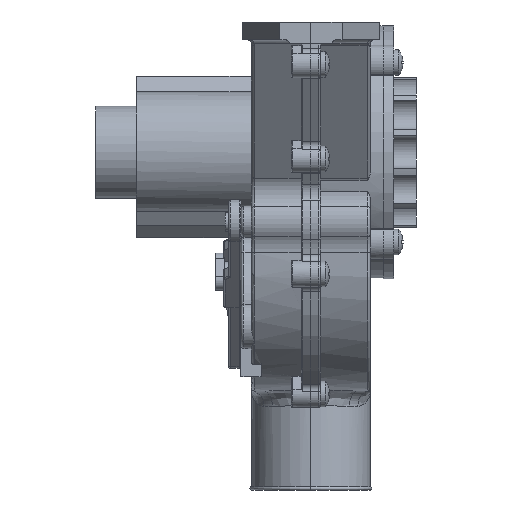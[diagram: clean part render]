
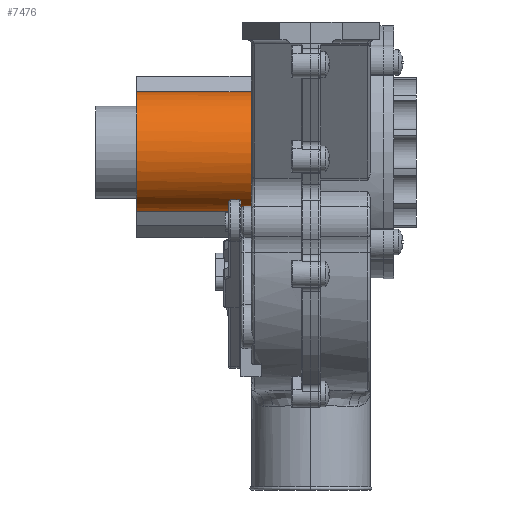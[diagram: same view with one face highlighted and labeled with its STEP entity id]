
A CAD part, left-side view. The second image highlights one B-rep face of the part: STEP entity #7476.
In plain terms, the highlighted cylindrical face has radius 19.4 mm (diameter 38.8 mm), a partial arc.
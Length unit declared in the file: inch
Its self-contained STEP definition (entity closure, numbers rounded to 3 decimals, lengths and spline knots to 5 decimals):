
#4003=EDGE_CURVE('817-003C: DELRIN SLEEVE[29]',#12140,#12141,#12142,.F.);
#4479=EDGE_CURVE('817-003C: DELRIN SLEEVE[29]',#12923,#12924,#12925,.T.);
#5135=EDGE_CURVE('817-003C: DELRIN SLEEVE[29]',#13950,#13951,#13952,.T.);
#5528=EDGE_CURVE('817-003C: DELRIN SLEEVE[29]',#12924,#11592,#14527,.T.);
#7419=EDGE_CURVE('817-003C: DELRIN SLEEVE[29]',#12140,#13951,#17105,.T.);
#7476=ADVANCED_FACE('817-003C: DELRIN SLEEVE[29]',(#17181),#17182,.T.);
#7772=EDGE_CURVE('817-003C: DELRIN SLEEVE[29]',#15626,#11592,#17562,.F.);
#8235=EDGE_CURVE('817-003C: DELRIN SLEEVE[29]',#13950,#14422,#18143,.T.);
#9503=EDGE_CURVE('817-003C: DELRIN SLEEVE[29]',#12923,#14422,#19676,.T.);
#10038=EDGE_CURVE('817-003C: DELRIN SLEEVE[29]',#15626,#12141,#20304,.T.);
#11592=VERTEX_POINT('',#22262);
#12140=VERTEX_POINT('',#23123);
#12141=VERTEX_POINT('',#23124);
#12142=LINE('',#23125,#23126);
#12923=VERTEX_POINT('',#24927);
#12924=VERTEX_POINT('',#24928);
#12925=LINE('',#24929,#24930);
#13950=VERTEX_POINT('',#26701);
#13951=VERTEX_POINT('',#26702);
#13952=LINE('',#26703,#26704);
#14422=VERTEX_POINT('',#27684);
#14527=CIRCLE('',#27851,0.76378);
#15626=VERTEX_POINT('',#30693);
#17105=CIRCLE('',#33734,0.76378);
#17181=FACE_OUTER_BOUND('',#33952,.T.);
#17182=CYLINDRICAL_SURFACE('',#33953,0.76378);
#17562=LINE('',#34752,#34753);
#18143=CIRCLE('',#36119,0.76378);
#19676=B_SPLINE_CURVE_WITH_KNOTS('',3,(#39385,#39386,#39387,#39388,#39389,#39390,#39391,#39392,#39393,#39394),.UNSPECIFIED.,.F.,.F.,(4,2,2,2,4),(0.04672,0.05255,0.05839,0.06423,0.07007),.UNSPECIFIED.);
#20304=CIRCLE('',#40931,0.76378);
#22262=CARTESIAN_POINT('',(8.873,7.23535,-1.05349));
#23123=CARTESIAN_POINT('',(8.6363,7.23535,-0.92019));
#23124=CARTESIAN_POINT('',(8.6363,5.66535,-0.92019));
#23125=CARTESIAN_POINT('',(8.6363,5.66535,-0.92019));
#23126=VECTOR('',#44874,1.0);
#24927=CARTESIAN_POINT('',(8.93369,5.79685,-2.1739));
#24928=CARTESIAN_POINT('',(8.93369,7.23535,-2.1739));
#24929=CARTESIAN_POINT('',(8.93369,6.4996,-2.1739));
#24930=VECTOR('',#45734,1.0);
#26701=CARTESIAN_POINT('',(8.21715,5.78135,-2.38665));
#26702=CARTESIAN_POINT('',(8.21715,7.23535,-2.38665));
#26703=CARTESIAN_POINT('',(8.21715,5.66535,-2.38665));
#26704=VECTOR('',#46867,1.0);
#27684=CARTESIAN_POINT('',(8.92278,5.78135,-2.18491));
#27851=AXIS2_PLACEMENT_3D('',#47534,#47535,#47536);
#30693=CARTESIAN_POINT('',(8.873,5.66535,-1.05349));
#33734=AXIS2_PLACEMENT_3D('',#50679,#50680,#50681);
#33952=EDGE_LOOP('',(#50779,#50780,#50781,#50782,#50783,#50784,#50785,#50786,#50787));
#33953=AXIS2_PLACEMENT_3D('',#50788,#50789,#50790);
#34752=CARTESIAN_POINT('',(8.873,5.66535,-1.05349));
#34753=VECTOR('',#51310,1.0);
#36119=AXIS2_PLACEMENT_3D('',#52106,#52107,#52108);
#39385=CARTESIAN_POINT('',(8.93369,5.79685,-2.1739));
#39386=CARTESIAN_POINT('',(8.93369,5.79491,-2.1739));
#39387=CARTESIAN_POINT('',(8.93342,5.79283,-2.17418));
#39388=CARTESIAN_POINT('',(8.93232,5.78901,-2.17531));
#39389=CARTESIAN_POINT('',(8.93148,5.78727,-2.17617));
#39390=CARTESIAN_POINT('',(8.92956,5.78452,-2.17813));
#39391=CARTESIAN_POINT('',(8.92833,5.78332,-2.17937));
#39392=CARTESIAN_POINT('',(8.92564,5.78174,-2.18207));
#39393=CARTESIAN_POINT('',(8.92416,5.78135,-2.18354));
#39394=CARTESIAN_POINT('',(8.92278,5.78135,-2.18491));
#40931=AXIS2_PLACEMENT_3D('',#55128,#55129,#55130);
#44874=DIRECTION('',(0.0,1.0,0.0));
#45734=DIRECTION('',(0.0,1.0,0.0));
#46867=DIRECTION('',(0.0,1.0,0.0));
#47534=CARTESIAN_POINT('',(8.38583,7.23535,-1.64173));
#47535=DIRECTION('',(0.0,-1.0,0.0));
#47536=DIRECTION('',(1.0,0.0,0.0));
#50679=CARTESIAN_POINT('',(8.38583,7.23535,-1.64173));
#50680=DIRECTION('',(0.0,-1.0,0.0));
#50681=DIRECTION('',(1.0,0.0,0.0));
#50779=ORIENTED_EDGE('',*,*,#4479,.T.);
#50780=ORIENTED_EDGE('',*,*,#5528,.T.);
#50781=ORIENTED_EDGE('',*,*,#7772,.F.);
#50782=ORIENTED_EDGE('',*,*,#10038,.T.);
#50783=ORIENTED_EDGE('',*,*,#4003,.F.);
#50784=ORIENTED_EDGE('',*,*,#7419,.T.);
#50785=ORIENTED_EDGE('',*,*,#5135,.F.);
#50786=ORIENTED_EDGE('',*,*,#8235,.T.);
#50787=ORIENTED_EDGE('',*,*,#9503,.F.);
#50788=CARTESIAN_POINT('',(8.38583,5.66535,-1.64173));
#50789=DIRECTION('',(0.0,1.0,0.0));
#50790=DIRECTION('',(-1.0,0.0,0.0));
#51310=DIRECTION('',(-0.0,-1.0,-0.0));
#52106=CARTESIAN_POINT('',(8.38583,5.78135,-1.64173));
#52107=DIRECTION('',(0.,-1.0,0.));
#52108=DIRECTION('',(-1.0,0.,0.));
#55128=CARTESIAN_POINT('',(8.38583,5.66535,-1.64173));
#55129=DIRECTION('',(-0.0,1.0,0.0));
#55130=DIRECTION('',(1.0,0.0,0.0));
